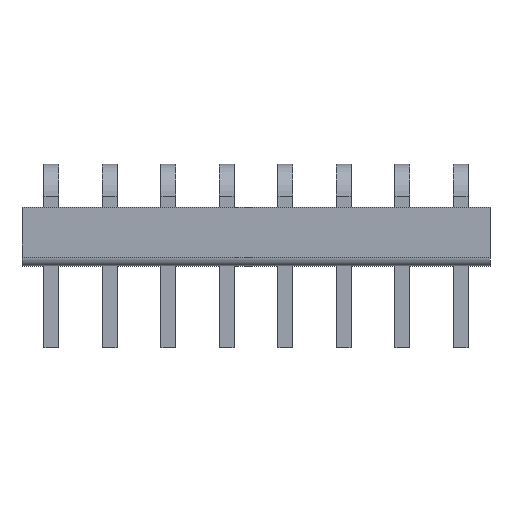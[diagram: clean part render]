
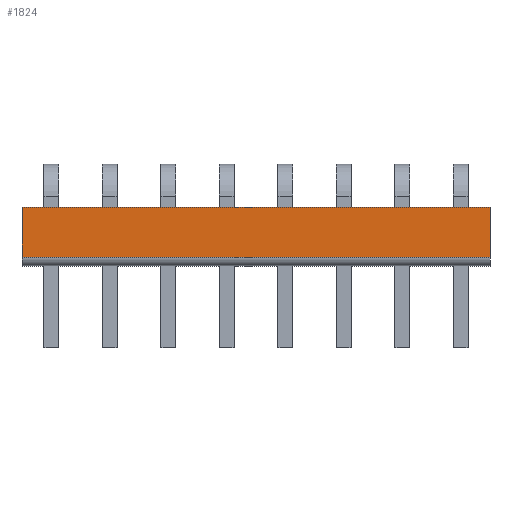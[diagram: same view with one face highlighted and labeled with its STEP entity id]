
A CAD part, top view. The second image highlights one B-rep face of the part: STEP entity #1824.
In plain terms, the highlighted planar face has unit normal (0, 0, 1).
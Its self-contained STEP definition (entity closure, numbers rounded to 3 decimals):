
#102=DIRECTION('',(0.,-1.,0.));
#103=VECTOR('',#102,2.159);
#104=CARTESIAN_POINT('',(-10.16,1.905,2.54));
#105=LINE('',#104,#103);
#106=DIRECTION('',(1.,0.,0.));
#107=VECTOR('',#106,20.32);
#108=CARTESIAN_POINT('',(-10.16,-0.254,2.54));
#109=LINE('',#108,#107);
#110=DIRECTION('',(1.,0.,0.));
#111=VECTOR('',#110,20.32);
#112=CARTESIAN_POINT('',(-10.16,1.905,2.54));
#113=LINE('',#112,#111);
#1199=DIRECTION('',(0.,-1.,0.));
#1200=VECTOR('',#1199,2.159);
#1201=CARTESIAN_POINT('',(10.16,1.905,2.54));
#1202=LINE('',#1201,#1200);
#1356=CARTESIAN_POINT('',(-10.16,-0.254,2.54));
#1358=VERTEX_POINT('',#1356);
#1370=CARTESIAN_POINT('',(-10.16,1.905,2.54));
#1371=VERTEX_POINT('',#1370);
#1372=CARTESIAN_POINT('',(10.16,-0.254,2.54));
#1374=VERTEX_POINT('',#1372);
#1386=CARTESIAN_POINT('',(10.16,1.905,2.54));
#1387=VERTEX_POINT('',#1386);
#1811=CARTESIAN_POINT('',(-10.16,1.905,2.54));
#1812=DIRECTION('',(0.,0.,1.));
#1813=DIRECTION('',(0.,-1.,0.));
#1814=AXIS2_PLACEMENT_3D('',#1811,#1812,#1813);
#1815=PLANE('',#1814);
#1816=ORIENTED_EDGE('',*,*,#1791,.F.);
#1818=ORIENTED_EDGE('',*,*,#1817,.T.);
#1820=ORIENTED_EDGE('',*,*,#1819,.T.);
#1821=ORIENTED_EDGE('',*,*,#1802,.F.);
#1822=EDGE_LOOP('',(#1816,#1818,#1820,#1821));
#1823=FACE_OUTER_BOUND('',#1822,.F.);
#1824=ADVANCED_FACE('',(#1823),#1815,.T.);
#1791=EDGE_CURVE('',#1371,#1358,#105,.T.);
#1802=EDGE_CURVE('',#1358,#1374,#109,.T.);
#1817=EDGE_CURVE('',#1371,#1387,#113,.T.);
#1819=EDGE_CURVE('',#1387,#1374,#1202,.T.);
